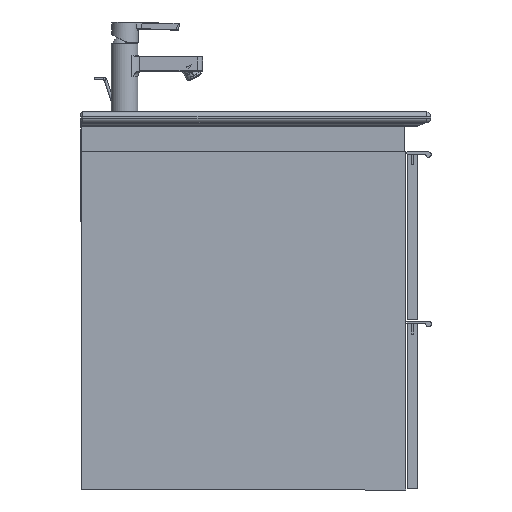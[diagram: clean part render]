
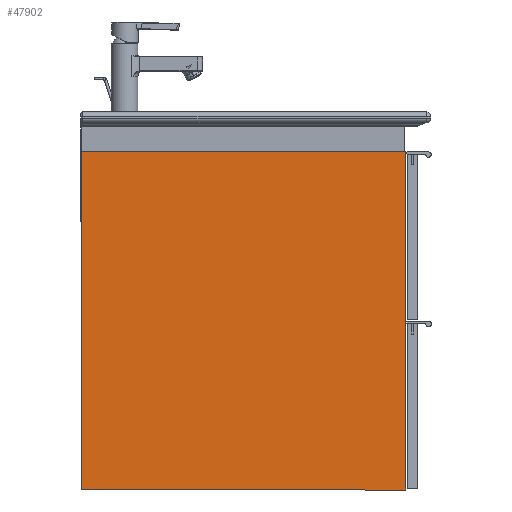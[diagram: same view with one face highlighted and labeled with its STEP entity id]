
A CAD part, front view. The second image highlights one B-rep face of the part: STEP entity #47902.
In plain terms, the highlighted face is planar.
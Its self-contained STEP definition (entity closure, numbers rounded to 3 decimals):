
#47713=CARTESIAN_POINT('',(0.,0.0,502.0));
#47714=VERTEX_POINT('',#47713);
#47721=CARTESIAN_POINT('',(0.,-482.0,502.0));
#47722=VERTEX_POINT('',#47721);
#47723=CARTESIAN_POINT('',(0.,-482.0,502.0));
#47724=DIRECTION('',(0.0,1.0,0.0));
#47725=VECTOR('',#47724,482.0);
#47726=LINE('',#47723,#47725);
#47727=EDGE_CURVE('',#47722,#47714,#47726,.T.);
#47751=CARTESIAN_POINT('',(0.0,0.0,0.));
#47752=VERTEX_POINT('',#47751);
#47759=CARTESIAN_POINT('',(0.,0.0,502.0));
#47760=DIRECTION('',(0.0,0.0,-1.0));
#47761=VECTOR('',#47760,502.0);
#47762=LINE('',#47759,#47761);
#47763=EDGE_CURVE('',#47714,#47752,#47762,.T.);
#47782=CARTESIAN_POINT('',(0.0,-482.0,0.));
#47783=VERTEX_POINT('',#47782);
#47790=CARTESIAN_POINT('',(0.0,0.0,0.));
#47791=DIRECTION('',(0.0,-1.0,0.0));
#47792=VECTOR('',#47791,482.0);
#47793=LINE('',#47790,#47792);
#47794=EDGE_CURVE('',#47752,#47783,#47793,.T.);
#47812=CARTESIAN_POINT('',(0.0,-482.0,0.));
#47813=DIRECTION('',(0.0,0.0,1.0));
#47814=VECTOR('',#47813,502.0);
#47815=LINE('',#47812,#47814);
#47816=EDGE_CURVE('',#47783,#47722,#47815,.T.);
#47891=CARTESIAN_POINT('',(0.,-241.0,251.0));
#47892=DIRECTION('',(-1.0,0.0,0.0));
#47893=DIRECTION('',(0.0,0.0,1.0));
#47894=AXIS2_PLACEMENT_3D('',#47891,#47892,#47893);
#47895=PLANE('',#47894);
#47896=ORIENTED_EDGE('',*,*,#47816,.T.);
#47897=ORIENTED_EDGE('',*,*,#47727,.T.);
#47898=ORIENTED_EDGE('',*,*,#47763,.T.);
#47899=ORIENTED_EDGE('',*,*,#47794,.T.);
#47900=EDGE_LOOP('',(#47896,#47897,#47898,#47899));
#47901=FACE_OUTER_BOUND('',#47900,.T.);
#47902=ADVANCED_FACE('',(#47901),#47895,.T.);
